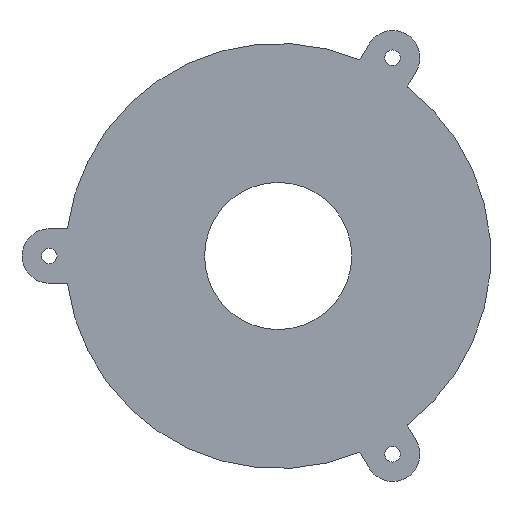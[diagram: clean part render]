
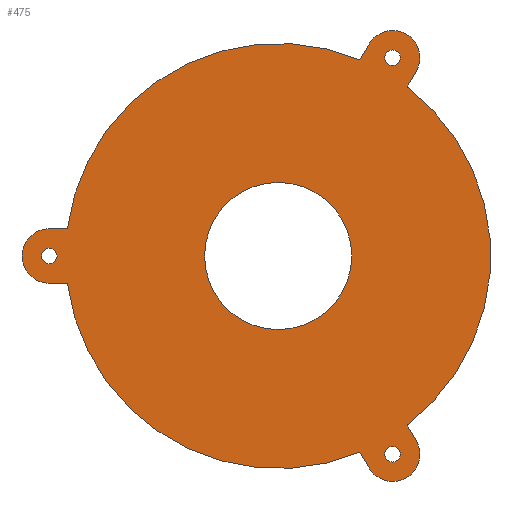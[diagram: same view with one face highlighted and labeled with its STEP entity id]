
A CAD part, left-side view. The second image highlights one B-rep face of the part: STEP entity #475.
In plain terms, the highlighted planar face has unit normal (-1, 0, 0).
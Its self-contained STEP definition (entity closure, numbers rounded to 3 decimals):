
#31=FACE_BOUND('',#76,.T.);
#32=FACE_BOUND('',#77,.T.);
#33=FACE_BOUND('',#78,.T.);
#34=FACE_BOUND('',#79,.T.);
#45=FACE_OUTER_BOUND('',#75,.T.);
#75=EDGE_LOOP('',(#329,#330,#331,#332,#333,#334,#335,#336,#337,#338,#339,
#340));
#76=EDGE_LOOP('',(#341));
#77=EDGE_LOOP('',(#342));
#78=EDGE_LOOP('',(#343));
#79=EDGE_LOOP('',(#344));
#119=CIRCLE('',#508,5.);
#120=CIRCLE('',#509,39.);
#121=CIRCLE('',#510,5.);
#122=CIRCLE('',#511,39.);
#123=CIRCLE('',#512,5.);
#124=CIRCLE('',#513,39.);
#125=CIRCLE('',#514,13.5);
#126=CIRCLE('',#515,1.425);
#127=CIRCLE('',#516,1.425);
#128=CIRCLE('',#517,1.425);
#151=LINE('',#733,#185);
#152=LINE('',#737,#186);
#153=LINE('',#741,#187);
#154=LINE('',#745,#188);
#155=LINE('',#749,#189);
#156=LINE('',#753,#190);
#185=VECTOR('',#573,10.);
#186=VECTOR('',#576,10.);
#187=VECTOR('',#579,10.);
#188=VECTOR('',#582,10.);
#189=VECTOR('',#585,10.);
#190=VECTOR('',#588,10.);
#219=VERTEX_POINT('',#731);
#220=VERTEX_POINT('',#732);
#221=VERTEX_POINT('',#734);
#222=VERTEX_POINT('',#736);
#223=VERTEX_POINT('',#738);
#224=VERTEX_POINT('',#740);
#225=VERTEX_POINT('',#742);
#226=VERTEX_POINT('',#744);
#227=VERTEX_POINT('',#746);
#228=VERTEX_POINT('',#748);
#229=VERTEX_POINT('',#750);
#230=VERTEX_POINT('',#752);
#231=VERTEX_POINT('',#755);
#232=VERTEX_POINT('',#757);
#233=VERTEX_POINT('',#759);
#234=VERTEX_POINT('',#761);
#263=EDGE_CURVE('',#219,#220,#151,.T.);
#264=EDGE_CURVE('',#221,#219,#119,.T.);
#265=EDGE_CURVE('',#222,#221,#152,.T.);
#266=EDGE_CURVE('',#223,#222,#120,.T.);
#267=EDGE_CURVE('',#224,#223,#153,.T.);
#268=EDGE_CURVE('',#225,#224,#121,.T.);
#269=EDGE_CURVE('',#226,#225,#154,.T.);
#270=EDGE_CURVE('',#227,#226,#122,.T.);
#271=EDGE_CURVE('',#228,#227,#155,.T.);
#272=EDGE_CURVE('',#229,#228,#123,.T.);
#273=EDGE_CURVE('',#230,#229,#156,.T.);
#274=EDGE_CURVE('',#220,#230,#124,.T.);
#275=EDGE_CURVE('',#231,#231,#125,.T.);
#276=EDGE_CURVE('',#232,#232,#126,.T.);
#277=EDGE_CURVE('',#233,#233,#127,.T.);
#278=EDGE_CURVE('',#234,#234,#128,.T.);
#329=ORIENTED_EDGE('',*,*,#263,.F.);
#330=ORIENTED_EDGE('',*,*,#264,.F.);
#331=ORIENTED_EDGE('',*,*,#265,.F.);
#332=ORIENTED_EDGE('',*,*,#266,.F.);
#333=ORIENTED_EDGE('',*,*,#267,.F.);
#334=ORIENTED_EDGE('',*,*,#268,.F.);
#335=ORIENTED_EDGE('',*,*,#269,.F.);
#336=ORIENTED_EDGE('',*,*,#270,.F.);
#337=ORIENTED_EDGE('',*,*,#271,.F.);
#338=ORIENTED_EDGE('',*,*,#272,.F.);
#339=ORIENTED_EDGE('',*,*,#273,.F.);
#340=ORIENTED_EDGE('',*,*,#274,.F.);
#341=ORIENTED_EDGE('',*,*,#275,.F.);
#342=ORIENTED_EDGE('',*,*,#276,.F.);
#343=ORIENTED_EDGE('',*,*,#277,.F.);
#344=ORIENTED_EDGE('',*,*,#278,.F.);
#461=PLANE('',#507);
#475=ADVANCED_FACE('',(#45,#31,#32,#33,#34),#461,.F.);
#507=AXIS2_PLACEMENT_3D('',#730,#571,#572);
#508=AXIS2_PLACEMENT_3D('',#735,#574,#575);
#509=AXIS2_PLACEMENT_3D('',#739,#577,#578);
#510=AXIS2_PLACEMENT_3D('',#743,#580,#581);
#511=AXIS2_PLACEMENT_3D('',#747,#583,#584);
#512=AXIS2_PLACEMENT_3D('',#751,#586,#587);
#513=AXIS2_PLACEMENT_3D('',#754,#589,#590);
#514=AXIS2_PLACEMENT_3D('',#756,#591,#592);
#515=AXIS2_PLACEMENT_3D('',#758,#593,#594);
#516=AXIS2_PLACEMENT_3D('',#760,#595,#596);
#517=AXIS2_PLACEMENT_3D('',#762,#597,#598);
#571=DIRECTION('center_axis',(1.,0.,0.));
#572=DIRECTION('ref_axis',(0.,0.,-1.));
#573=DIRECTION('',(0.,-1.,0.));
#574=DIRECTION('center_axis',(1.,0.,0.));
#575=DIRECTION('ref_axis',(0.,1.,0.));
#576=DIRECTION('',(0.,1.,0.));
#577=DIRECTION('center_axis',(1.,0.,0.));
#578=DIRECTION('ref_axis',(0.,1.,0.));
#579=DIRECTION('',(0.,0.5,0.866));
#580=DIRECTION('center_axis',(1.,0.,0.));
#581=DIRECTION('ref_axis',(0.,1.,0.));
#582=DIRECTION('',(0.,-0.5,-0.866));
#583=DIRECTION('center_axis',(1.,0.,0.));
#584=DIRECTION('ref_axis',(0.,1.,0.));
#585=DIRECTION('',(0.,0.5,-0.866));
#586=DIRECTION('center_axis',(1.,0.,0.));
#587=DIRECTION('ref_axis',(0.,1.,0.));
#588=DIRECTION('',(0.,-0.5,0.866));
#589=DIRECTION('center_axis',(1.,0.,0.));
#590=DIRECTION('ref_axis',(0.,1.,0.));
#591=DIRECTION('center_axis',(-1.,0.,0.));
#592=DIRECTION('ref_axis',(0.,1.,0.));
#593=DIRECTION('center_axis',(-1.,0.,0.));
#594=DIRECTION('ref_axis',(0.,1.,0.));
#595=DIRECTION('center_axis',(-1.,0.,0.));
#596=DIRECTION('ref_axis',(0.,1.,0.));
#597=DIRECTION('center_axis',(-1.,0.,0.));
#598=DIRECTION('ref_axis',(0.,1.,0.));
#730=CARTESIAN_POINT('Origin',(112.5,43.,0.));
#731=CARTESIAN_POINT('',(112.5,81.,5.));
#732=CARTESIAN_POINT('',(112.5,77.678,5.));
#733=CARTESIAN_POINT('',(112.5,62.,5.));
#734=CARTESIAN_POINT('',(112.5,81.,-5.));
#735=CARTESIAN_POINT('Origin',(112.5,81.,0.));
#736=CARTESIAN_POINT('',(112.5,77.678,-5.));
#737=CARTESIAN_POINT('',(112.5,60.339,-5.));
#738=CARTESIAN_POINT('',(112.5,23.991,-35.996));
#739=CARTESIAN_POINT('Origin',(112.5,39.,0.));
#740=CARTESIAN_POINT('',(112.5,22.33,-38.873));
#741=CARTESIAN_POINT('',(112.5,33.33,-19.821));
#742=CARTESIAN_POINT('',(112.5,13.67,-33.873));
#743=CARTESIAN_POINT('Origin',(112.5,18.,-36.373));
#744=CARTESIAN_POINT('',(112.5,15.331,-30.996));
#745=CARTESIAN_POINT('',(112.5,25.5,-13.382));
#746=CARTESIAN_POINT('',(112.5,15.331,30.996));
#747=CARTESIAN_POINT('Origin',(112.5,39.,0.));
#748=CARTESIAN_POINT('',(112.5,13.67,33.873));
#749=CARTESIAN_POINT('',(112.5,24.67,14.821));
#750=CARTESIAN_POINT('',(112.5,22.33,38.873));
#751=CARTESIAN_POINT('Origin',(112.5,18.,36.373));
#752=CARTESIAN_POINT('',(112.5,23.991,35.996));
#753=CARTESIAN_POINT('',(112.5,34.161,18.382));
#754=CARTESIAN_POINT('Origin',(112.5,39.,0.));
#755=CARTESIAN_POINT('',(112.5,25.5,0.));
#756=CARTESIAN_POINT('Origin',(112.5,39.,0.));
#757=CARTESIAN_POINT('',(112.5,16.575,36.373));
#758=CARTESIAN_POINT('Origin',(112.5,18.,36.373));
#759=CARTESIAN_POINT('',(112.5,79.575,0.));
#760=CARTESIAN_POINT('Origin',(112.5,81.,0.));
#761=CARTESIAN_POINT('',(112.5,16.575,-36.373));
#762=CARTESIAN_POINT('Origin',(112.5,18.,-36.373));
